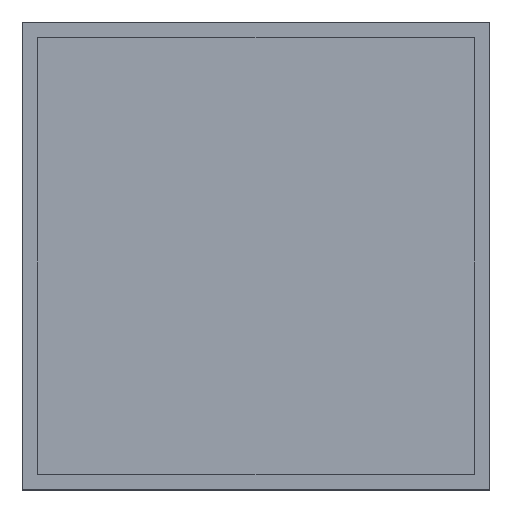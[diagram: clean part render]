
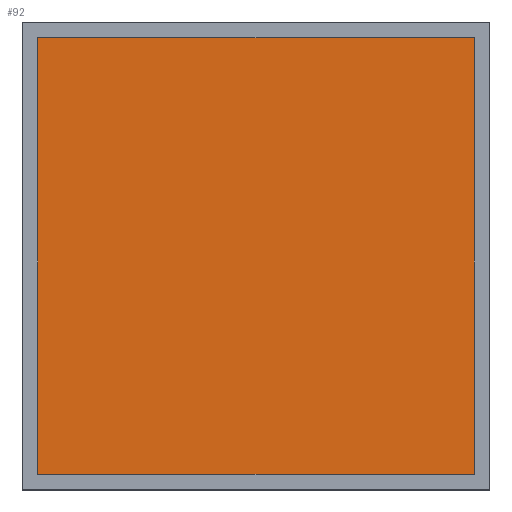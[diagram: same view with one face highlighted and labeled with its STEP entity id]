
A CAD part, top view. The second image highlights one B-rep face of the part: STEP entity #92.
In plain terms, the highlighted planar face has unit normal (0, 0, 1).
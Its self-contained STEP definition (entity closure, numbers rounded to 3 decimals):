
#27 = DIRECTION ( 'NONE',  ( -1., 0., 0. ) ) ;
#30 = CARTESIAN_POINT ( 'NONE',  ( 277.5, -277.5, 7. ) ) ;
#42 = VERTEX_POINT ( 'NONE', #410 ) ;
#68 = EDGE_CURVE ( 'NONE', #285, #42, #108, .T. ) ;
#69 = DIRECTION ( 'NONE',  ( 0., 0., -1. ) ) ;
#92 = ADVANCED_FACE ( 'NONE', ( #501 ), #311, .F. ) ;
#102 = LINE ( 'NONE', #302, #117 ) ;
#108 = LINE ( 'NONE', #463, #405 ) ;
#113 = CARTESIAN_POINT ( 'NONE',  ( 277.5, 277.5, 7. ) ) ;
#117 = VECTOR ( 'NONE', #376, 1000. ) ;
#124 = DIRECTION ( 'NONE',  ( -1., 0., 0. ) ) ;
#130 = ORIENTED_EDGE ( 'NONE', *, *, #350, .T. ) ;
#144 = DIRECTION ( 'NONE',  ( 1., 0., 0. ) ) ;
#145 = ORIENTED_EDGE ( 'NONE', *, *, #377, .T. ) ;
#155 = EDGE_LOOP ( 'NONE', ( #145, #130, #496, #271 ) ) ;
#222 = CARTESIAN_POINT ( 'NONE',  ( -277.5, 277.5, 7. ) ) ;
#225 = CARTESIAN_POINT ( 'NONE',  ( -277.5, -277.5, 7. ) ) ;
#229 = DIRECTION ( 'NONE',  ( 0., 1., 0. ) ) ;
#243 = VECTOR ( 'NONE', #124, 1000. ) ;
#248 = VERTEX_POINT ( 'NONE', #113 ) ;
#271 = ORIENTED_EDGE ( 'NONE', *, *, #296, .T. ) ;
#285 = VERTEX_POINT ( 'NONE', #225 ) ;
#288 = CARTESIAN_POINT ( 'NONE',  ( 277.5, 277.5, 7. ) ) ;
#296 = EDGE_CURVE ( 'NONE', #42, #248, #384, .T. ) ;
#302 = CARTESIAN_POINT ( 'NONE',  ( -277.5, 277.5, 7. ) ) ;
#311 = PLANE ( 'NONE',  #509 ) ;
#326 = VERTEX_POINT ( 'NONE', #472 ) ;
#350 = EDGE_CURVE ( 'NONE', #326, #285, #102, .T. ) ;
#376 = DIRECTION ( 'NONE',  ( 0., -1., 0. ) ) ;
#377 = EDGE_CURVE ( 'NONE', #248, #326, #433, .T. ) ;
#384 = LINE ( 'NONE', #30, #499 ) ;
#405 = VECTOR ( 'NONE', #144, 1000. ) ;
#410 = CARTESIAN_POINT ( 'NONE',  ( 277.5, -277.5, 7. ) ) ;
#433 = LINE ( 'NONE', #288, #243 ) ;
#463 = CARTESIAN_POINT ( 'NONE',  ( -277.5, -277.5, 7. ) ) ;
#472 = CARTESIAN_POINT ( 'NONE',  ( -277.5, 277.5, 7. ) ) ;
#496 = ORIENTED_EDGE ( 'NONE', *, *, #68, .T. ) ;
#499 = VECTOR ( 'NONE', #229, 1000. ) ;
#501 = FACE_OUTER_BOUND ( 'NONE', #155, .T. ) ;
#509 = AXIS2_PLACEMENT_3D ( 'NONE', #222, #69, #27 ) ;
